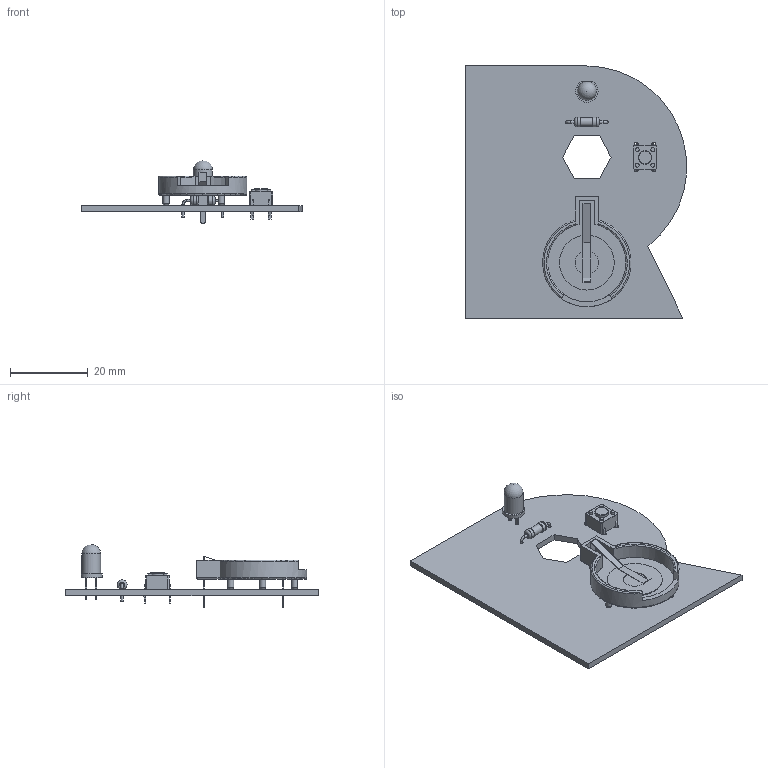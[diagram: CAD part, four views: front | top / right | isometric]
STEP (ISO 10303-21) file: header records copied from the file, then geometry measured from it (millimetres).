
FILE_DESCRIPTION(('KiCad electronic assembly'),'2;1');
FILE_NAME('reaktor51_led.step','2024-04-26T13:58:06',('Pcbnew'),('Kicad' ),'Open CASCADE STEP processor 7.6','KiCad to STEP converter', 'Unknown');
FILE_SCHEMA(('AUTOMOTIVE_DESIGN { 1 0 10303 214 1 1 1 1 }'));
Length unit declared in the file: millimetre
Products named in the file (10): reaktor51_led 1; SW_PUSH_6mm; BatteryHolder_Keystone_103_1x20mm; Keystone_103; R_Axial_DIN0207_L6.3mm_D2.5mm_P10.16mm_Horizontal; R_Axial_DIN0207_L63mm_D25mm_P1016mm_Horizontal; LED_D5.0mm; reaktor51_led_PCB
Assembly tree (9 placements, depth 3):
  reaktor51_led 1
    SW_PUSH_6mm
      SW_PUSH_6mm
    BatteryHolder_Keystone_103_1x20mm
      Keystone_103
    R_Axial_DIN0207_L6.3mm_D2.5mm_P10.16mm_Horizontal
      R_Axial_DIN0207_L63mm_D25mm_P1016mm_Horizontal
    LED_D5.0mm
      LED_D5.0mm
    reaktor51_led_PCB
Bounding box: 56.91 x 65 x 16.25 mm (x, y, z)
Volume: 6403.5 mm3; surface area: 9240.2 mm2
Topology: 5 solids, 5 shells, 232 faces, 581 edges, 378 vertices
Faces by surface type: plane 142, cylinder 75, torus 14, sphere 1
Full cylindrical faces by diameter (mm): 0.6 x4, 0.8 x2, 0.9 x2, 1 x4, 1.1 x4, 1.5 x2, 1.57 x3, 2.25 x1, 2.5 x2, 3.5 x1, 4.9 x1, 6.066 x1, 14.154 x1
Entity records: 8666 total; most frequent: CARTESIAN_POINT 1276, DIRECTION 1236, ORIENTED_EDGE 1160, EDGE_CURVE 580, AXIS2_PLACEMENT_3D 420, LINE 396, VECTOR 396, VERTEX_POINT 378
